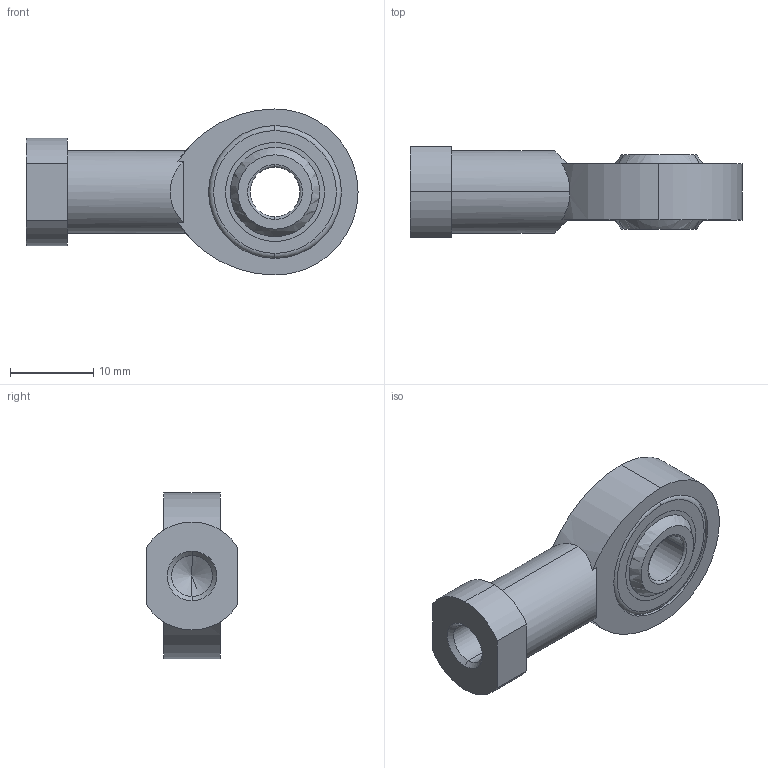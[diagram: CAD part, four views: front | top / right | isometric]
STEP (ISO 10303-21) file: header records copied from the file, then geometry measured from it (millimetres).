
FILE_DESCRIPTION(('STEP AP203'),'1');
FILE_NAME('gikr6-pw.stp','2023-01-03T08:56:37',('TraceParts'),('TraceParts S.A.'),'Spatial InterOp 3D',' ',' ');
FILE_SCHEMA(('CONFIG_CONTROL_DESIGN'));
Length unit declared in the file: millimetre
Products named in the file (1): 1
Bounding box: 40 x 11 x 20 mm (x, y, z)
Volume: 3623 mm3; surface area: 4029.1 mm2
Topology: 4 solids, 4 shells, 56 faces, 154 edges, 99 vertices
Faces by surface type: cylinder 20, plane 16, torus 8, sphere 8, cone 4
Entity records: 1834 total; most frequent: CARTESIAN_POINT 343, DIRECTION 338, ORIENTED_EDGE 272, AXIS2_PLACEMENT_3D 150, EDGE_CURVE 136, VERTEX_POINT 99, CIRCLE 88, EDGE_LOOP 75
